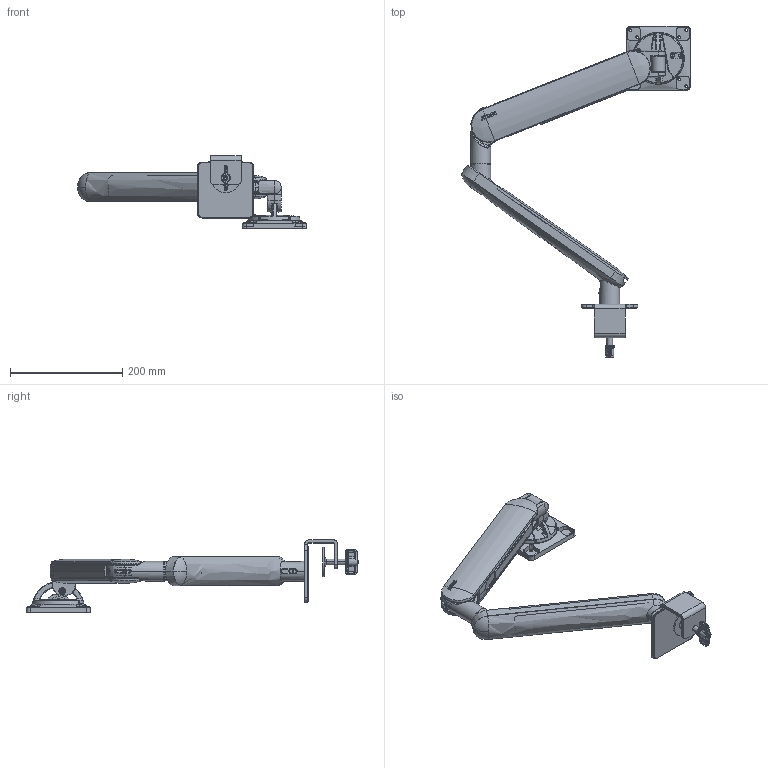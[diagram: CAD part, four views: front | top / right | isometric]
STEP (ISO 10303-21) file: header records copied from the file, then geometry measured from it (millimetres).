
FILE_DESCRIPTION (( 'STEP AP203' ), '1' );
FILE_NAME ('Ora Monitor Arm w C Clamp Customer CAD 20221110.STEP', '2022-11-25T04:55:34', ( '' ), ( '' ), 'SwSTEP 2.0', 'SolidWorks 2022', '' );
FILE_SCHEMA (( 'CONFIG_CONTROL_DESIGN' ));
Length unit declared in the file: millimetre
Products named in the file (18): Ora_SDLP033_01_customer_CAD; Ora_SDLP022_01_customer_CAD; Ora_SDLA003_01_customer_CAD; Ora_SDLP007_01_customer_CAD; Ora_TQRP014_01_customer_CAD; Ora_SDLA006_customer_CAD; Ora_SDLP004_02_customer_CAD; TQRP012_CC; Ora_SDLA002_01_customer_CAD; Ora_SDLA004_01_customer_CAD; TQRA005_CC; TQRP025_CC; Ora_SDLP020_02_customer_CAD; Ora_SDLP032_01_customer_CAD; TQRP024_CC; Ora_SDLA006_02_customer_CAD; Ora_SDLA006_01_customer_CAD; Ora Monitor Arm w C Clamp Customer CAD 20221110
Assembly tree (16 placements, depth 3):
  Ora_SDLP022_01_customer_CAD
  Ora Monitor Arm w C Clamp Customer CAD 20221110
    Ora_SDLA006_customer_CAD
      Ora_SDLA006_01_customer_CAD
      Ora_SDLA006_02_customer_CAD
    Ora_SDLA004_01_customer_CAD
    Ora_SDLA003_01_customer_CAD
      Ora_SDLA002_01_customer_CAD
      Ora_SDLP007_01_customer_CAD
      Ora_SDLP020_02_customer_CAD
      Ora_SDLP032_01_customer_CAD
      Ora_SDLP033_01_customer_CAD
      Ora_TQRP014_01_customer_CAD
      Ora_SDLP004_02_customer_CAD
    TQRA005_CC
      TQRP025_CC
      TQRP024_CC
      TQRP012_CC
Bounding box: 408.58 x 592.26 x 129.03 mm (x, y, z)
Volume: 1379928.6 mm3; surface area: 436343.2 mm2
Topology: 21 solids, 31 shells, 1381 faces, 3427 edges, 2104 vertices
Faces by surface type: bspline 497, plane 329, cylinder 274, cone 124, torus 108, sphere 49
Entity records: 119580 total; most frequent: CARTESIAN_POINT 89548, ORIENTED_EDGE 6794, DIRECTION 4536, EDGE_CURVE 3397, VERTEX_POINT 2101, AXIS2_PLACEMENT_3D 1829, EDGE_LOOP 1440, B_SPLINE_CURVE_WITH_KNOTS 1408
